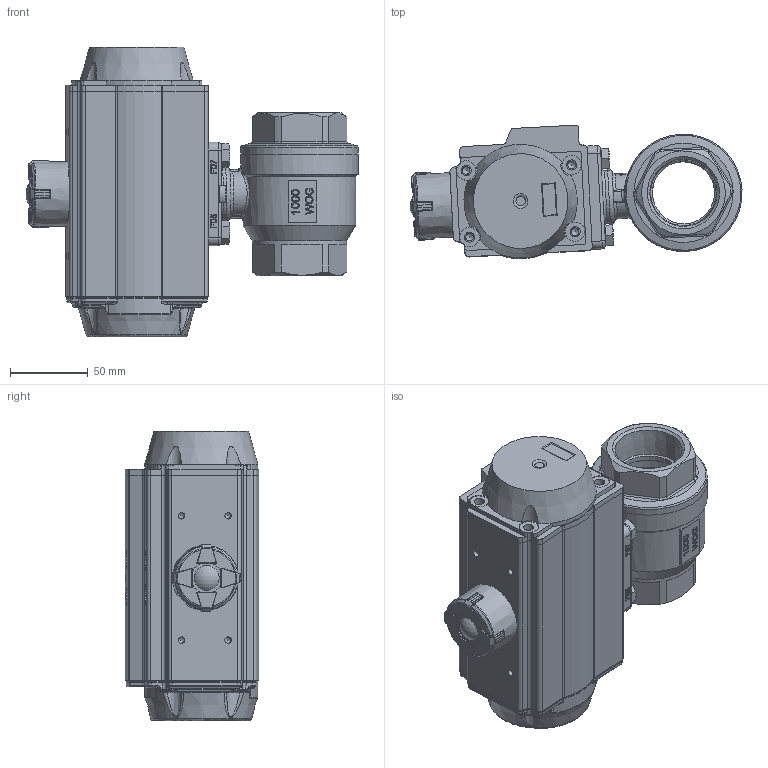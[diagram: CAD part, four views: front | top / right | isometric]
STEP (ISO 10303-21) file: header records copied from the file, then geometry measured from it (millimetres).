
FILE_DESCRIPTION(/* description */ ('Unknown'),/* implementation_level */ '2;1');
FILE_NAME(/* name */ 'PD03 9652-08',/* time_stamp */ '2025-01-15T10:01:53+01:00',/* author */ ('Unknown'),/* organization */ ('Unknown'),/* preprocessor_version */ 'ST-DEVELOPER v19.4',/* originating_system */ 'Solid Edge',/* authorisation */ 'Unknown');
FILE_SCHEMA (('AUTOMOTIVE_DESIGN {1 0 10303 214 3 1 1}'));
Products named in the file (20): PD039652-08; 9652-08; MV-82 BODY GASKET DN40; MV-82 DN40 BODY; MV-82 CAP DN40; MV-82 DN40 STEM; MV-82 Stem Packing DN40; 1_NUT  M18; MV-82 Nut Stopper DN40; PD03_PE02; vt65-2016-06-25; Optische Anzeige; ______; ________(___________; cup head nib bolts with large head gb_GB_FASTENER_BOLT_CHNBW M6X25-N; ____65______ ______; VT65_____________MIR; zhou65; VTE65____; DIN 933 M8x22 A2-70 BLK_EDST
Assembly tree (26 placements, depth 4):
  PD039652-08
    9652-08
      MV-82 BODY GASKET DN40
      MV-82 DN40 BODY
      MV-82 CAP DN40
      MV-82 DN40 STEM
      MV-82 Stem Packing DN40
      1_NUT  M18
      MV-82 Nut Stopper DN40
    PD03_PE02
      vt65-2016-06-25
      Optische Anzeige
        ______
        ________(___________  x4
        cup head nib bolts with large head gb_GB_FASTENER_BOLT_CHNBW M6X25-N
      ____65______ ______  x2
      VT65_____________MIR
      zhou65
      VTE65____
    DIN 933 M8x22 A2-70 BLK_EDST  x4
Bounding box: 213.77 x 85.91 x 186.5 mm (x, y, z)
Volume: 873101.6 mm3; surface area: 286757.6 mm2
Topology: 23 solids, 23 shells, 2660 faces, 6666 edges, 4158 vertices
Faces by surface type: plane 900, cylinder 747, bspline 549, torus 278, cone 153, sphere 33
Full cylindrical faces by diameter (mm): 3 x16, 3.3 x8, 4.134 x8, 4.66 x1, 4.917 x15, 5 x2, 6 x1, 6.2 x1, 6.5 x4, 6.647 x4, 8 x4, 10 x8, 11 x1, 11.4 x1, 11.445 x2, 12 x1, 12.5 x2, 12.9 x1, 13 x6, 13.4 x1, 14 x5, 15 x1, 15.294 x1, 16.2 x18, 17 x2, 18 x2, 18.1 x2, 20 x2, 22.5 x3, 22.7 x2
Entity records: 82188 total; most frequent: CARTESIAN_POINT 36922, ORIENTED_EDGE 9690, DIRECTION 8100, EDGE_CURVE 4845, VERTEX_POINT 3237, AXIS2_PLACEMENT_3D 3069, FACE_BOUND 2552, EDGE_LOOP 2532
